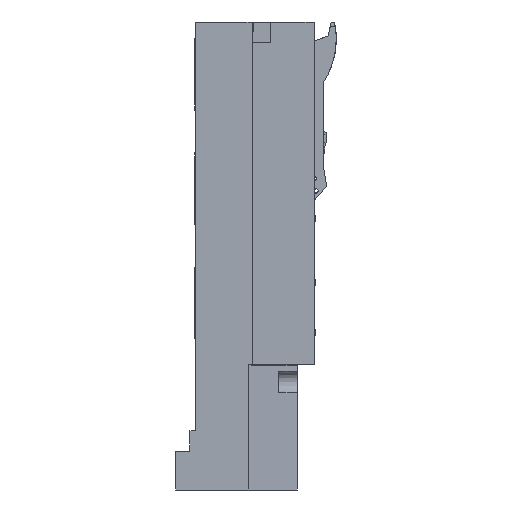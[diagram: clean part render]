
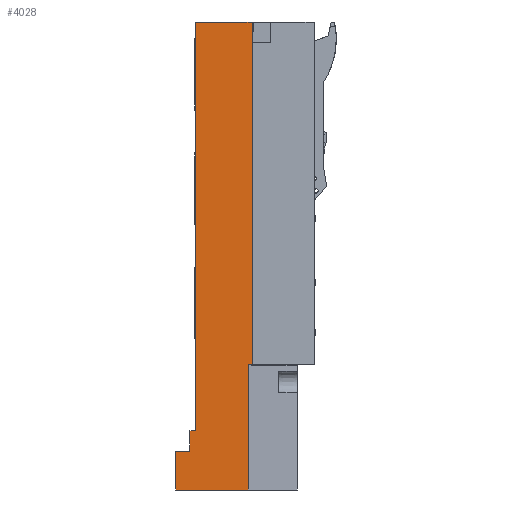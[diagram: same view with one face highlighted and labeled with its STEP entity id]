
A CAD part, left-side view. The second image highlights one B-rep face of the part: STEP entity #4028.
In plain terms, the highlighted planar face has unit normal (-1, 0, 0).
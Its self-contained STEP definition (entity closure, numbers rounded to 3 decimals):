
#4028=ADVANCED_FACE('804114_01_L01_Leistenunterteil U-SL00/100/F70',(#6354),
#5239,.T.);
#5239=PLANE('',#28995);
#6354=FACE_OUTER_BOUND('',#7589,.T.);
#7589=EDGE_LOOP('',(#11453,#11454,#11455,#11456,#11457,#11458,#11459,#11460,
#11461,#11462));
#11453=ORIENTED_EDGE('',*,*,#19881,.T.);
#11454=ORIENTED_EDGE('',*,*,#19882,.T.);
#11455=ORIENTED_EDGE('',*,*,#19883,.F.);
#11456=ORIENTED_EDGE('',*,*,#19884,.T.);
#11457=ORIENTED_EDGE('',*,*,#19885,.F.);
#11458=ORIENTED_EDGE('',*,*,#19458,.F.);
#11459=ORIENTED_EDGE('',*,*,#19880,.F.);
#11460=ORIENTED_EDGE('',*,*,#19886,.F.);
#11461=ORIENTED_EDGE('',*,*,#19887,.T.);
#11462=ORIENTED_EDGE('',*,*,#19888,.F.);
#16683=VERTEX_POINT('',#38778);
#16684=VERTEX_POINT('',#38780);
#16918=VERTEX_POINT('',#39621);
#16919=VERTEX_POINT('',#39625);
#16920=VERTEX_POINT('',#39626);
#16921=VERTEX_POINT('',#39628);
#16922=VERTEX_POINT('',#39630);
#16923=VERTEX_POINT('',#39632);
#16924=VERTEX_POINT('',#39635);
#16925=VERTEX_POINT('',#39637);
#19458=EDGE_CURVE('',#16683,#16684,#22994,.T.);
#19880=EDGE_CURVE('',#16918,#16683,#23414,.T.);
#19881=EDGE_CURVE('',#16919,#16920,#23415,.T.);
#19882=EDGE_CURVE('',#16920,#16921,#23416,.T.);
#19883=EDGE_CURVE('',#16922,#16921,#23417,.T.);
#19884=EDGE_CURVE('',#16922,#16923,#23418,.T.);
#19885=EDGE_CURVE('',#16684,#16923,#23419,.T.);
#19886=EDGE_CURVE('',#16924,#16918,#23420,.T.);
#19887=EDGE_CURVE('',#16924,#16925,#23421,.T.);
#19888=EDGE_CURVE('',#16919,#16925,#23422,.T.);
#22994=LINE('',#38779,#26238);
#23414=LINE('',#39622,#26658);
#23415=LINE('',#39624,#26659);
#23416=LINE('',#39627,#26660);
#23417=LINE('',#39629,#26661);
#23418=LINE('',#39631,#26662);
#23419=LINE('',#39633,#26663);
#23420=LINE('',#39634,#26664);
#23421=LINE('',#39636,#26665);
#23422=LINE('',#39638,#26666);
#26238=VECTOR('',#31911,1.);
#26658=VECTOR('',#32707,1.);
#26659=VECTOR('',#32710,1.);
#26660=VECTOR('',#32711,1.);
#26661=VECTOR('',#32712,1.);
#26662=VECTOR('',#32713,1.);
#26663=VECTOR('',#32714,1.);
#26664=VECTOR('',#32715,1.);
#26665=VECTOR('',#32716,1.);
#26666=VECTOR('',#32717,1.);
#28995=AXIS2_PLACEMENT_3D('',#39639,#32718,#32719);
#31911=DIRECTION('',(0.,-1.,0.));
#32707=DIRECTION('',(0.,0.,1.));
#32710=DIRECTION('',(0.,0.,-1.));
#32711=DIRECTION('',(0.,-1.,0.));
#32712=DIRECTION('',(0.,0.,-1.));
#32713=DIRECTION('',(0.,-1.,0.));
#32714=DIRECTION('',(0.,0.,-1.));
#32715=DIRECTION('',(0.,-1.,0.));
#32716=DIRECTION('',(0.,0.,-1.));
#32717=DIRECTION('',(0.,-1.,0.));
#32718=DIRECTION('',(-1.,0.,0.));
#32719=DIRECTION('',(0.,0.,-1.));
#38778=CARTESIAN_POINT('',(-25.,-0.5,150.));
#38779=CARTESIAN_POINT('',(-25.,-25.45,150.));
#38780=CARTESIAN_POINT('',(-25.,-50.4,150.));
#39621=CARTESIAN_POINT('',(-25.,-0.5,-208.));
#39622=CARTESIAN_POINT('',(-25.,-0.5,-208.));
#39624=CARTESIAN_POINT('',(-25.,16.5,-55.));
#39625=CARTESIAN_POINT('',(-25.,16.5,-226.));
#39626=CARTESIAN_POINT('',(-25.,16.5,-260.));
#39627=CARTESIAN_POINT('',(-25.,-16.95,-260.));
#39628=CARTESIAN_POINT('',(-25.,-47.2,-260.));
#39629=CARTESIAN_POINT('',(-25.,-47.2,-55.));
#39630=CARTESIAN_POINT('',(-25.,-47.2,-150.));
#39631=CARTESIAN_POINT('',(-25.,-16.95,-150.));
#39632=CARTESIAN_POINT('',(-25.,-50.4,-150.));
#39633=CARTESIAN_POINT('',(-25.,-50.4,-55.));
#39634=CARTESIAN_POINT('',(-25.,-16.95,-208.));
#39635=CARTESIAN_POINT('',(-25.,4.,-208.));
#39636=CARTESIAN_POINT('',(-25.,4.,-55.));
#39637=CARTESIAN_POINT('',(-25.,4.,-226.));
#39638=CARTESIAN_POINT('',(-25.,-16.95,-226.));
#39639=CARTESIAN_POINT('',(-25.,-19.5,0.));
